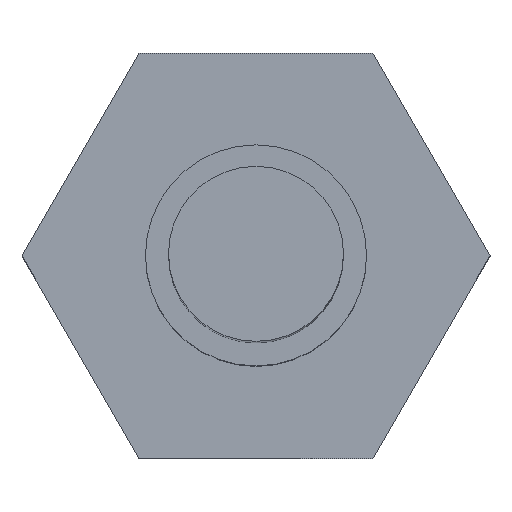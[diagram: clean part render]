
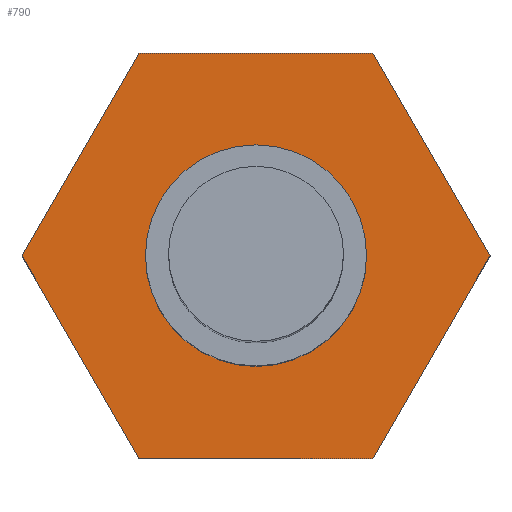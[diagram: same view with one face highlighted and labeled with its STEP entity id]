
A CAD part, top view. The second image highlights one B-rep face of the part: STEP entity #790.
In plain terms, the highlighted planar face has unit normal (0, 0, 1).
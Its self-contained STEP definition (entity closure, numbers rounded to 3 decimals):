
#23 = CARTESIAN_POINT ( 'NONE',  ( 12.702, 0., 44.5 ) ) ;
#64 = DIRECTION ( 'NONE',  ( 0.5, 0.866, 0. ) ) ;
#151 = AXIS2_PLACEMENT_3D ( 'NONE', #2311, #807, #2104 ) ;
#164 = LINE ( 'NONE', #744, #1498 ) ;
#178 = EDGE_CURVE ( 'NONE', #1258, #2041, #551, .T. ) ;
#213 = LINE ( 'NONE', #1801, #2082 ) ;
#220 = ORIENTED_EDGE ( 'NONE', *, *, #1865, .F. ) ;
#237 = ORIENTED_EDGE ( 'NONE', *, *, #471, .T. ) ;
#273 = CIRCLE ( 'NONE', #276, 6. ) ;
#276 = AXIS2_PLACEMENT_3D ( 'NONE', #325, #2186, #1081 ) ;
#325 = CARTESIAN_POINT ( 'NONE',  ( 0., 0., 44.5 ) ) ;
#364 = CARTESIAN_POINT ( 'NONE',  ( 6.351, 11., 44.5 ) ) ;
#377 = CIRCLE ( 'NONE', #1313, 6. ) ;
#471 = EDGE_CURVE ( 'NONE', #1753, #1869, #273, .T. ) ;
#530 = CARTESIAN_POINT ( 'NONE',  ( -6.351, -11., 44.5 ) ) ;
#551 = LINE ( 'NONE', #959, #2320 ) ;
#576 = FACE_OUTER_BOUND ( 'NONE', #623, .T. ) ;
#590 = VERTEX_POINT ( 'NONE', #1627 ) ;
#606 = CARTESIAN_POINT ( 'NONE',  ( 6., 0., 44.5 ) ) ;
#623 = EDGE_LOOP ( 'NONE', ( #1764, #1823, #220, #2408, #2356, #2051 ) ) ;
#664 = VECTOR ( 'NONE', #945, 1000. ) ;
#715 = DIRECTION ( 'NONE',  ( -0.5, -0.866, 0. ) ) ;
#744 = CARTESIAN_POINT ( 'NONE',  ( 6.351, -11., 44.5 ) ) ;
#758 = LINE ( 'NONE', #23, #2378 ) ;
#771 = CARTESIAN_POINT ( 'NONE',  ( -6.351, -11., 44.5 ) ) ;
#786 = PLANE ( 'NONE',  #151 ) ;
#790 = ADVANCED_FACE ( 'NONE', ( #1808, #576 ), #786, .F. ) ;
#807 = DIRECTION ( 'NONE',  ( 0., 0., -1. ) ) ;
#821 = EDGE_CURVE ( 'NONE', #937, #1172, #213, .T. ) ;
#824 = CARTESIAN_POINT ( 'NONE',  ( -6.351, 11., 44.5 ) ) ;
#873 = DIRECTION ( 'NONE',  ( 0.5, -0.866, 0. ) ) ;
#924 = DIRECTION ( 'NONE',  ( 0., 0., -1. ) ) ;
#937 = VERTEX_POINT ( 'NONE', #364 ) ;
#938 = EDGE_CURVE ( 'NONE', #1869, #1753, #377, .T. ) ;
#945 = DIRECTION ( 'NONE',  ( -0.5, 0.866, 0. ) ) ;
#959 = CARTESIAN_POINT ( 'NONE',  ( -12.702, 0., 44.5 ) ) ;
#1081 = DIRECTION ( 'NONE',  ( -1., 0., 0. ) ) ;
#1095 = CARTESIAN_POINT ( 'NONE',  ( -6., 0., 44.5 ) ) ;
#1118 = VERTEX_POINT ( 'NONE', #771 ) ;
#1124 = DIRECTION ( 'NONE',  ( -1., 0., 0. ) ) ;
#1172 = VERTEX_POINT ( 'NONE', #2270 ) ;
#1257 = ORIENTED_EDGE ( 'NONE', *, *, #938, .T. ) ;
#1258 = VERTEX_POINT ( 'NONE', #1561 ) ;
#1302 = LINE ( 'NONE', #1786, #1566 ) ;
#1313 = AXIS2_PLACEMENT_3D ( 'NONE', #2249, #924, #1124 ) ;
#1321 = EDGE_LOOP ( 'NONE', ( #237, #1257 ) ) ;
#1344 = EDGE_CURVE ( 'NONE', #2041, #937, #1302, .T. ) ;
#1393 = DIRECTION ( 'NONE',  ( 1., 0., 0. ) ) ;
#1471 = DIRECTION ( 'NONE',  ( -1., 0., 0. ) ) ;
#1498 = VECTOR ( 'NONE', #1471, 1000. ) ;
#1561 = CARTESIAN_POINT ( 'NONE',  ( -12.702, 0., 44.5 ) ) ;
#1566 = VECTOR ( 'NONE', #1393, 1000. ) ;
#1627 = CARTESIAN_POINT ( 'NONE',  ( 6.351, -11., 44.5 ) ) ;
#1753 = VERTEX_POINT ( 'NONE', #1095 ) ;
#1764 = ORIENTED_EDGE ( 'NONE', *, *, #2366, .F. ) ;
#1781 = EDGE_CURVE ( 'NONE', #590, #1118, #164, .T. ) ;
#1786 = CARTESIAN_POINT ( 'NONE',  ( -6.351, 11., 44.5 ) ) ;
#1801 = CARTESIAN_POINT ( 'NONE',  ( 6.351, 11., 44.5 ) ) ;
#1808 = FACE_BOUND ( 'NONE', #1321, .T. ) ;
#1823 = ORIENTED_EDGE ( 'NONE', *, *, #1781, .F. ) ;
#1865 = EDGE_CURVE ( 'NONE', #1172, #590, #758, .T. ) ;
#1869 = VERTEX_POINT ( 'NONE', #606 ) ;
#2041 = VERTEX_POINT ( 'NONE', #824 ) ;
#2051 = ORIENTED_EDGE ( 'NONE', *, *, #178, .F. ) ;
#2082 = VECTOR ( 'NONE', #873, 1000. ) ;
#2104 = DIRECTION ( 'NONE',  ( -1., 0., 0. ) ) ;
#2167 = LINE ( 'NONE', #530, #664 ) ;
#2186 = DIRECTION ( 'NONE',  ( 0., 0., -1. ) ) ;
#2249 = CARTESIAN_POINT ( 'NONE',  ( 0., 0., 44.5 ) ) ;
#2270 = CARTESIAN_POINT ( 'NONE',  ( 12.702, 0., 44.5 ) ) ;
#2311 = CARTESIAN_POINT ( 'NONE',  ( 0., 0., 44.5 ) ) ;
#2320 = VECTOR ( 'NONE', #64, 1000. ) ;
#2356 = ORIENTED_EDGE ( 'NONE', *, *, #1344, .F. ) ;
#2366 = EDGE_CURVE ( 'NONE', #1118, #1258, #2167, .T. ) ;
#2378 = VECTOR ( 'NONE', #715, 1000. ) ;
#2408 = ORIENTED_EDGE ( 'NONE', *, *, #821, .F. ) ;
